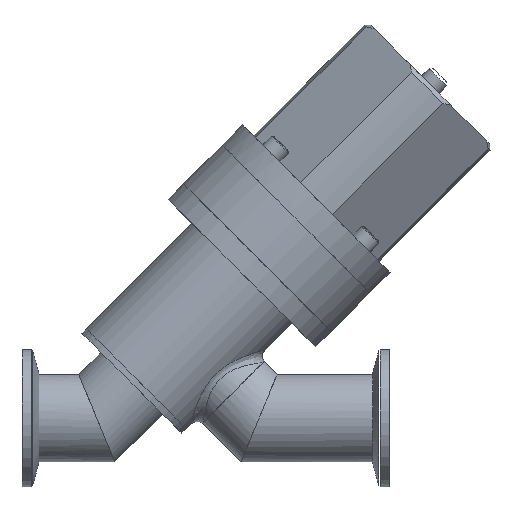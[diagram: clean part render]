
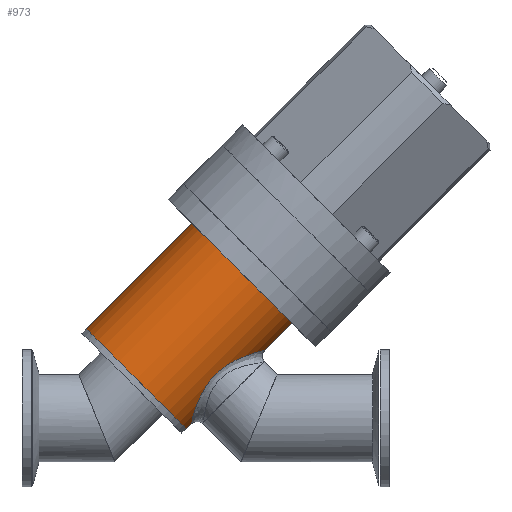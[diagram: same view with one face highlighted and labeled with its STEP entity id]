
A CAD part, front view. The second image highlights one B-rep face of the part: STEP entity #973.
In plain terms, the highlighted cylindrical face has radius 20.5 mm (diameter 41 mm), a full revolution.
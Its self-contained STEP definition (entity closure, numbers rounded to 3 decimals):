
#188=FACE_BOUND('',#281,.T.);
#213=FACE_OUTER_BOUND('',#280,.T.);
#280=EDGE_LOOP('',(#675));
#281=EDGE_LOOP('',(#676));
#357=CIRCLE('',#1096,20.5);
#358=CIRCLE('',#1097,20.5);
#418=VERTEX_POINT('',#1537);
#419=VERTEX_POINT('',#1539);
#530=EDGE_CURVE('',#418,#418,#357,.T.);
#531=EDGE_CURVE('',#419,#419,#358,.T.);
#675=ORIENTED_EDGE('',*,*,#530,.T.);
#676=ORIENTED_EDGE('',*,*,#531,.F.);
#884=CYLINDRICAL_SURFACE('',#1095,20.5);
#973=ADVANCED_FACE('',(#213,#188),#884,.T.);
#1095=AXIS2_PLACEMENT_3D('',#1536,#1238,#1239);
#1096=AXIS2_PLACEMENT_3D('',#1538,#1240,#1241);
#1097=AXIS2_PLACEMENT_3D('',#1540,#1242,#1243);
#1238=DIRECTION('center_axis',(0.707,0.,0.707));
#1239=DIRECTION('ref_axis',(0.,-1.,0.));
#1240=DIRECTION('center_axis',(0.707,0.,0.707));
#1241=DIRECTION('ref_axis',(0.,-1.,0.));
#1242=DIRECTION('center_axis',(0.707,0.,0.707));
#1243=DIRECTION('ref_axis',(0.,-1.,0.));
#1536=CARTESIAN_POINT('Origin',(37.345,0.,16.868));
#1537=CARTESIAN_POINT('',(21.017,-20.5,0.542));
#1538=CARTESIAN_POINT('Origin',(21.017,0.,0.542));
#1539=CARTESIAN_POINT('',(53.673,-20.5,33.195));
#1540=CARTESIAN_POINT('Origin',(53.673,0.,33.195));
